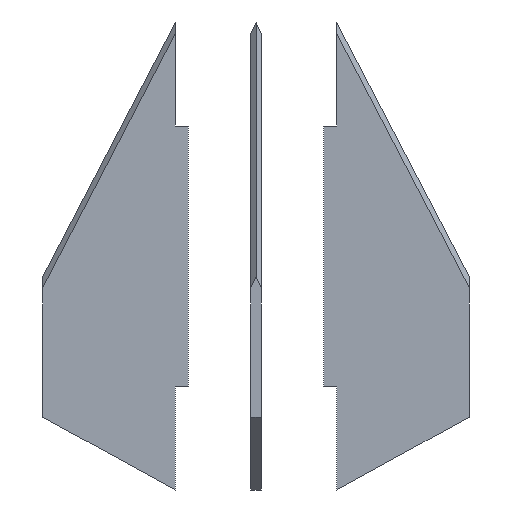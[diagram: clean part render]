
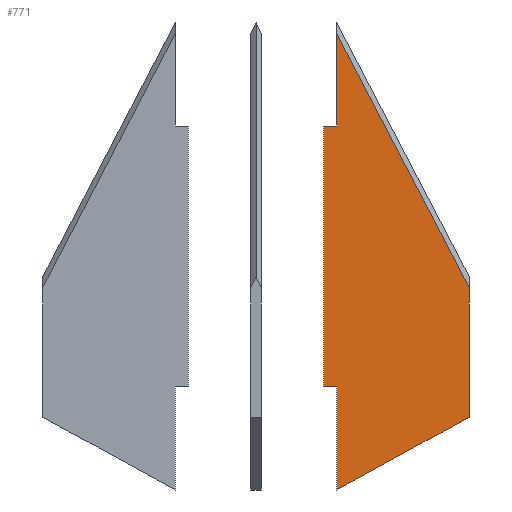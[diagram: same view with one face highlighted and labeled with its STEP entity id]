
A CAD part, front view. The second image highlights one B-rep face of the part: STEP entity #771.
In plain terms, the highlighted planar face has unit normal (0, -1, 0).
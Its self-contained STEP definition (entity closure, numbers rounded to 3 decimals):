
#27=FACE_OUTER_BOUND('',#71,.T.);
#71=EDGE_LOOP('',(#534,#535,#536,#537,#538,#539,#540,#541));
#112=LINE('',#1077,#220);
#116=LINE('',#1085,#224);
#126=LINE('',#1106,#234);
#128=LINE('',#1109,#236);
#129=LINE('',#1112,#237);
#130=LINE('',#1114,#238);
#131=LINE('',#1116,#239);
#132=LINE('',#1117,#240);
#220=VECTOR('',#877,10.);
#224=VECTOR('',#883,10.);
#234=VECTOR('',#899,10.);
#236=VECTOR('',#903,10.);
#237=VECTOR('',#906,10.);
#238=VECTOR('',#907,10.);
#239=VECTOR('',#908,10.);
#240=VECTOR('',#909,10.);
#325=VERTEX_POINT('',#1070);
#328=VERTEX_POINT('',#1075);
#331=VERTEX_POINT('',#1083);
#338=VERTEX_POINT('',#1103);
#339=VERTEX_POINT('',#1105);
#340=VERTEX_POINT('',#1111);
#341=VERTEX_POINT('',#1113);
#342=VERTEX_POINT('',#1115);
#400=EDGE_CURVE('',#328,#325,#112,.T.);
#404=EDGE_CURVE('',#331,#328,#116,.T.);
#414=EDGE_CURVE('',#339,#338,#126,.T.);
#416=EDGE_CURVE('',#331,#339,#128,.T.);
#417=EDGE_CURVE('',#340,#338,#129,.T.);
#418=EDGE_CURVE('',#341,#340,#130,.T.);
#419=EDGE_CURVE('',#341,#342,#131,.T.);
#420=EDGE_CURVE('',#325,#342,#132,.T.);
#534=ORIENTED_EDGE('',*,*,#400,.F.);
#535=ORIENTED_EDGE('',*,*,#404,.F.);
#536=ORIENTED_EDGE('',*,*,#416,.T.);
#537=ORIENTED_EDGE('',*,*,#414,.T.);
#538=ORIENTED_EDGE('',*,*,#417,.F.);
#539=ORIENTED_EDGE('',*,*,#418,.F.);
#540=ORIENTED_EDGE('',*,*,#419,.T.);
#541=ORIENTED_EDGE('',*,*,#420,.F.);
#727=PLANE('',#832);
#771=ADVANCED_FACE('',(#27),#727,.F.);
#832=AXIS2_PLACEMENT_3D('',#1110,#904,#905);
#877=DIRECTION('',(0.462,0.,-0.887));
#883=DIRECTION('',(0.,0.,1.));
#899=DIRECTION('',(0.,0.,-1.));
#903=DIRECTION('',(-1.,0.,0.));
#904=DIRECTION('center_axis',(0.,1.,0.));
#905=DIRECTION('ref_axis',(1.,0.,0.));
#906=DIRECTION('',(-1.,0.,0.));
#907=DIRECTION('',(0.,0.,1.));
#908=DIRECTION('',(0.876,0.,0.482));
#909=DIRECTION('',(0.,0.,-1.));
#1070=CARTESIAN_POINT('',(51.,0.,77.699));
#1075=CARTESIAN_POINT('',(0.,0.,175.669));
#1077=CARTESIAN_POINT('',(19.375,0.,138.449));
#1083=CARTESIAN_POINT('',(0.,0.,140.));
#1085=CARTESIAN_POINT('',(0.,0.,0.));
#1103=CARTESIAN_POINT('',(-5.,0.,40.));
#1105=CARTESIAN_POINT('',(-5.,0.,140.));
#1106=CARTESIAN_POINT('',(-5.,0.,90.));
#1109=CARTESIAN_POINT('',(0.,0.,140.));
#1110=CARTESIAN_POINT('Origin',(25.5,0.,90.));
#1111=CARTESIAN_POINT('',(0.,0.,40.));
#1112=CARTESIAN_POINT('',(0.,0.,40.));
#1113=CARTESIAN_POINT('',(0.,0.,0.));
#1114=CARTESIAN_POINT('',(0.,0.,0.));
#1115=CARTESIAN_POINT('',(51.,0.,28.03));
#1116=CARTESIAN_POINT('',(0.,0.,0.));
#1117=CARTESIAN_POINT('',(51.,0.,82.03));
